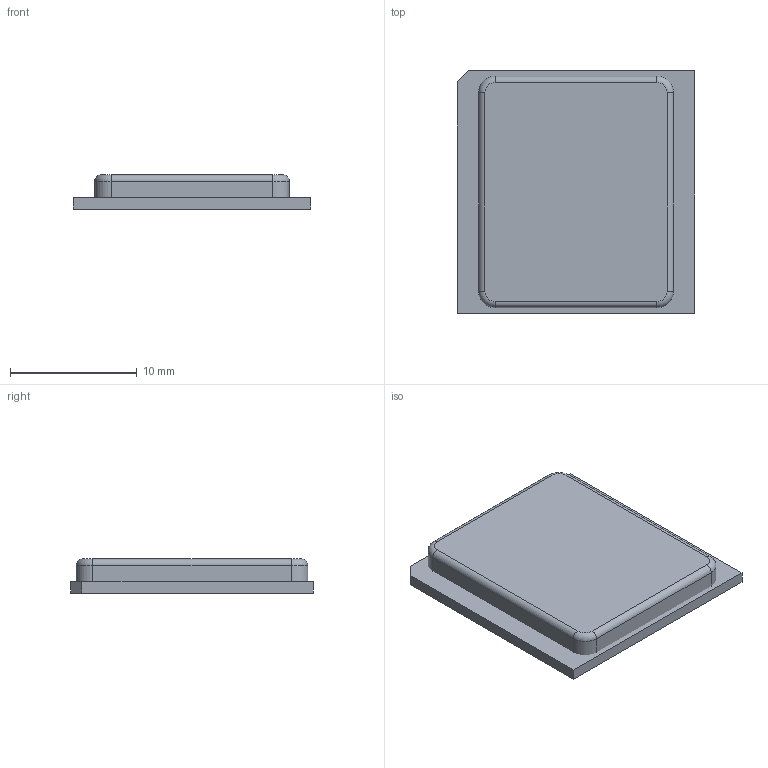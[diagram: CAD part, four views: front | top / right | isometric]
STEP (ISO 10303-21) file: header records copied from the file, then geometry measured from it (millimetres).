
FILE_DESCRIPTION(('PCB Model'),'2;1');
FILE_NAME('EC-01G.STEP', '2023-01-08T14:46:38',('sampi'),('Unspecified'), 'Open CASCADE STEP processor 6.8','Proteus','Unknown');
FILE_SCHEMA(('AUTOMOTIVE_DESIGN { 1 0 10303 214 1 1 1 1 }'));
Length unit declared in the file: millimetre
Products named in the file (5): Open CASCADE STEP translator 6.8 1; Layer_1; Open CASCADE STEP translator 6.8 1.2; Open CASCADE STEP translator 6.8 1.2.1; Body_1
Assembly tree (4 placements, depth 4):
  Open CASCADE STEP translator 6.8 1
    Layer_1
    Open CASCADE STEP translator 6.8 1.2
      Open CASCADE STEP translator 6.8 1.2.1
        Body_1
Bounding box: 18.8 x 19.2 x 2.7 mm (x, y, z)
Volume: 400.3 mm3; surface area: 1559.9 mm2
Topology: 2 solids, 2 shells, 49 faces, 103 edges, 58 vertices
Faces by surface type: plane 25, cylinder 16, torus 8
Entity records: 1433 total; most frequent: DIRECTION 251, CARTESIAN_POINT 215, ORIENTED_EDGE 206, EDGE_CURVE 103, AXIS2_PLACEMENT_3D 94, LINE 63, VECTOR 63, VERTEX_POINT 58
